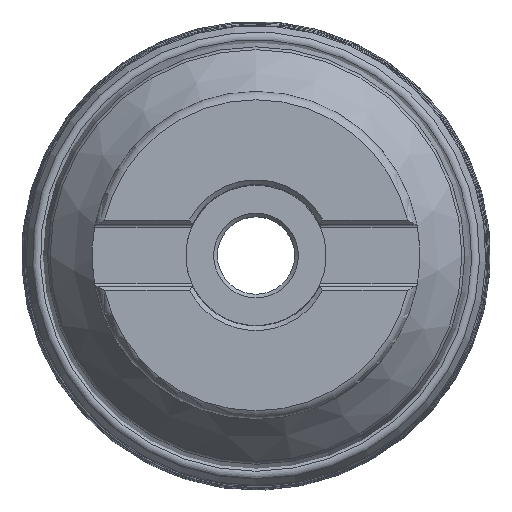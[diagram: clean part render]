
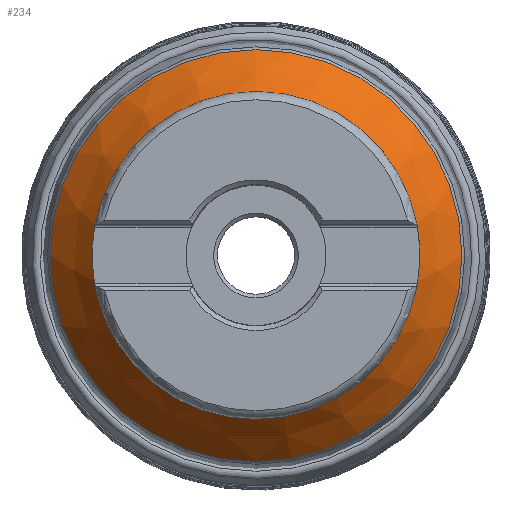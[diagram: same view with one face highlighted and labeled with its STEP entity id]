
A CAD part, top view. The second image highlights one B-rep face of the part: STEP entity #234.
In plain terms, the highlighted conical face has half-angle 38.871 degrees and reference radius 28.203 mm.
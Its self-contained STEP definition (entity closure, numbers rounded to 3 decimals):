
#162=CONICAL_SURFACE('',#1190,28.203,38.871);
#234=ADVANCED_FACE('',(#380,#381),#162,.T.);
#380=FACE_BOUND('',#486,.T.);
#381=FACE_BOUND('',#487,.T.);
#486=EDGE_LOOP('',(#637));
#487=EDGE_LOOP('',(#638));
#637=ORIENTED_EDGE('',*,*,#959,.T.);
#638=ORIENTED_EDGE('',*,*,#960,.T.);
#861=VERTEX_POINT('',#2032);
#862=VERTEX_POINT('',#2034);
#959=EDGE_CURVE('',#861,#861,#1055,.T.);
#960=EDGE_CURVE('',#862,#862,#1056,.T.);
#1055=CIRCLE('',#1188,27.937);
#1056=CIRCLE('',#1189,21.668);
#1188=AXIS2_PLACEMENT_3D('',#2031,#1343,#1344);
#1189=AXIS2_PLACEMENT_3D('',#2033,#1345,#1346);
#1190=AXIS2_PLACEMENT_3D('',#2035,#1347,#1348);
#1343=DIRECTION('',(0.,0.,1.));
#1344=DIRECTION('',(0.,-1.,0.));
#1345=DIRECTION('',(0.,0.,-1.));
#1346=DIRECTION('',(0.,1.,0.));
#1347=DIRECTION('',(0.,0.,-1.));
#1348=DIRECTION('',(0.,1.,0.));
#2031=CARTESIAN_POINT('',(0.,0.,18.822));
#2032=CARTESIAN_POINT('',(0.,-27.937,18.822));
#2033=CARTESIAN_POINT('',(0.,0.,26.601));
#2034=CARTESIAN_POINT('',(0.,21.668,26.601));
#2035=CARTESIAN_POINT('',(0.,0.,18.493));
